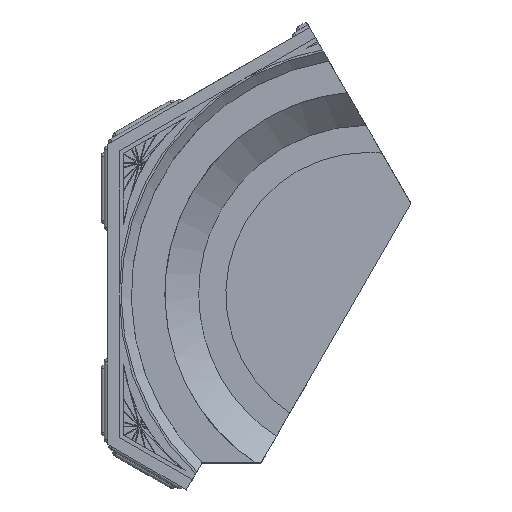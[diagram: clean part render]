
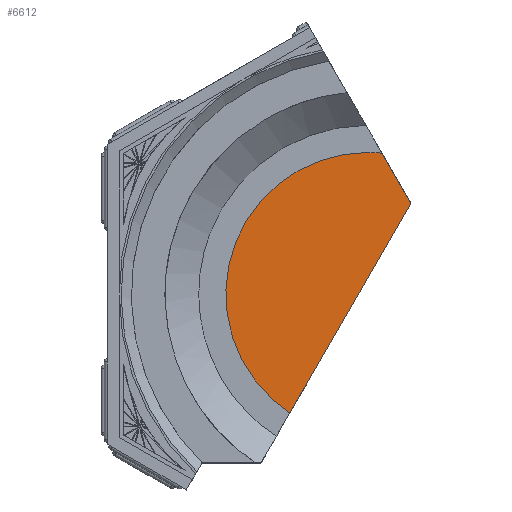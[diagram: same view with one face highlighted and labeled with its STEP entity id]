
A CAD part, top view. The second image highlights one B-rep face of the part: STEP entity #6612.
In plain terms, the highlighted planar face has unit normal (0, 0, 1).
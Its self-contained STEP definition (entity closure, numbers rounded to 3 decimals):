
#6498=CARTESIAN_POINT('',(25.726,54.338,-26.));
#6499=VERTEX_POINT('',#6498);
#6500=CARTESIAN_POINT('',(-54.143,-83.999,-26.));
#6501=VERTEX_POINT('',#6500);
#6502=CARTESIAN_POINT('',(25.726,54.338,-26.));
#6503=DIRECTION('',(-0.5,-0.866,0.));
#6504=VECTOR('',#6503,159.738);
#6505=LINE('',#6502,#6504);
#6506=EDGE_CURVE('',#6499,#6501,#6505,.T.);
#6546=CARTESIAN_POINT('',(-1.005,100.638,-26.));
#6547=VERTEX_POINT('',#6546);
#6554=CARTESIAN_POINT('',(-1.005,100.638,-26.));
#6555=DIRECTION('',(0.5,-0.866,0.));
#6556=VECTOR('',#6555,53.463);
#6557=LINE('',#6554,#6556);
#6558=EDGE_CURVE('',#6547,#6499,#6557,.T.);
#6575=CARTESIAN_POINT('',(-86.851,50.518,-26.));
#6576=VERTEX_POINT('',#6575);
#6583=CARTESIAN_POINT('',(-0.032,0.393,-26.));
#6584=DIRECTION('',(0.,0.,-1.));
#6585=DIRECTION('',(-0.866,0.5,0.));
#6586=AXIS2_PLACEMENT_3D('',#6583,#6584,#6585);
#6587=CIRCLE('',#6586,100.25);
#6588=EDGE_CURVE('',#6576,#6547,#6587,.T.);
#6595=CARTESIAN_POINT('',(-0.032,0.393,-26.));
#6596=DIRECTION('',(0.,0.,-1.));
#6597=DIRECTION('',(-0.866,0.5,0.));
#6598=AXIS2_PLACEMENT_3D('',#6595,#6596,#6597);
#6599=PLANE('',#6598);
#6600=ORIENTED_EDGE('',*,*,#6558,.F.);
#6601=ORIENTED_EDGE('',*,*,#6588,.F.);
#6602=CARTESIAN_POINT('',(-0.032,0.393,-26.));
#6603=DIRECTION('',(0.,0.,-1.));
#6604=DIRECTION('',(-0.866,0.5,0.));
#6605=AXIS2_PLACEMENT_3D('',#6602,#6603,#6604);
#6606=CIRCLE('',#6605,100.25);
#6607=EDGE_CURVE('',#6501,#6576,#6606,.T.);
#6608=ORIENTED_EDGE('',*,*,#6607,.F.);
#6609=ORIENTED_EDGE('',*,*,#6506,.F.);
#6610=EDGE_LOOP('',(#6600,#6601,#6608,#6609));
#6611=FACE_BOUND('',#6610,.T.);
#6612=ADVANCED_FACE('',(#6611),#6599,.F.);
